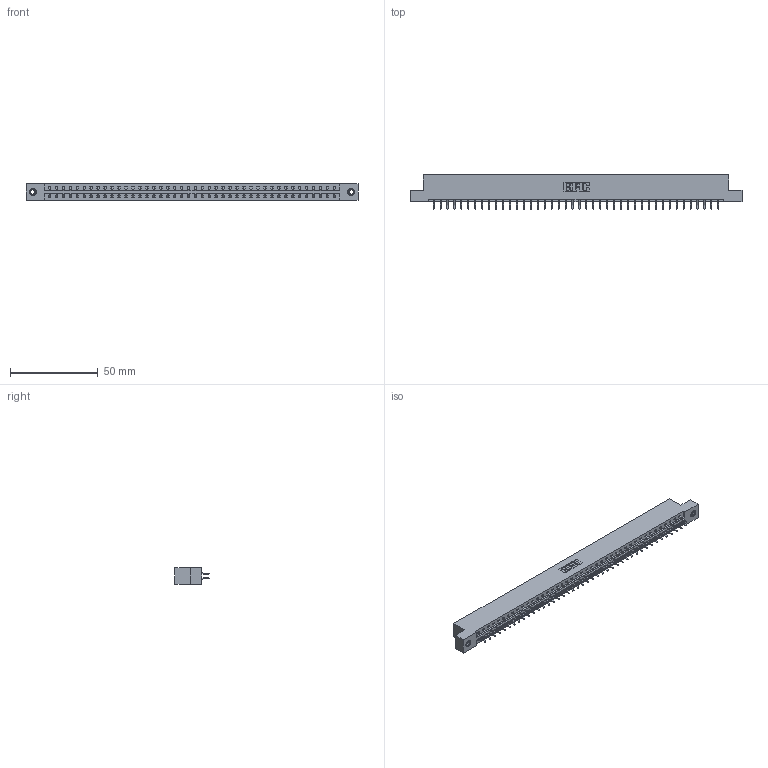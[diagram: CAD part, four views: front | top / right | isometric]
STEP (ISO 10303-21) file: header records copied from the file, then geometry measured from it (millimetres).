
FILE_DESCRIPTION (( 'STEP AP203' ), '1' );
FILE_NAME ('387-084-556-207.STEP', '2019-10-23T02:05:49', ( '' ), ( '' ), 'SwSTEP 2.0', 'SolidWorks 2016', '' );
FILE_SCHEMA (( 'CONFIG_CONTROL_DESIGN' ));
Length unit declared in the file: inch
Products named in the file (4): 345-250-001_345-250-005-103; 345-292-001_556 Tail; 337 Part_Flush Mounting Lugs - 0.156 Dia-TI; 387-084-556-207
Assembly tree (87 placements, depth 2):
  387-084-556-207
    337 Part_Flush Mounting Lugs - 0.156 Dia-TI
    345-292-001_556 Tail  x84
    345-250-001_345-250-005-103  x2
Bounding box: 189.43 x 19.57 x 9.4 mm (x, y, z)
Volume: 19947.1 mm3; surface area: 22497.6 mm2
Topology: 87 solids, 87 shells, 5214 faces, 15483 edges, 10202 vertices
Faces by surface type: plane 3630, cylinder 1568, cone 12, torus 4
Entity records: 33970 total; most frequent: CARTESIAN_POINT 5717, ORIENTED_EDGE 5634, DIRECTION 4883, EDGE_CURVE 2817, LINE 2661, VECTOR 2661, VERTEX_POINT 1872, AXIS2_PLACEMENT_3D 1111
